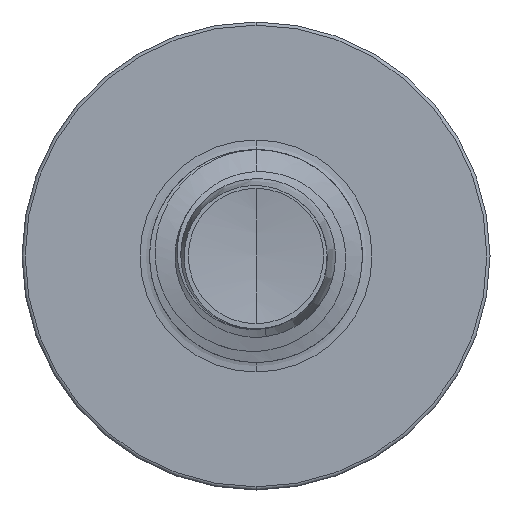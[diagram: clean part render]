
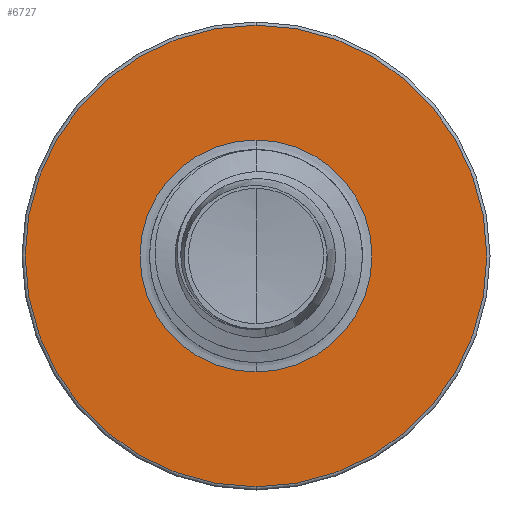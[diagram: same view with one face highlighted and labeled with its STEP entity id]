
A CAD part, front view. The second image highlights one B-rep face of the part: STEP entity #6727.
In plain terms, the highlighted planar face has unit normal (0, -1, 0).
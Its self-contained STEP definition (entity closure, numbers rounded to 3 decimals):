
#393 = EDGE_CURVE ( 'NONE', #5706, #5484, #5017, .T. ) ;
#419 = CARTESIAN_POINT ( 'NONE',  ( 0., 4.5, 0. ) ) ;
#451 = AXIS2_PLACEMENT_3D ( 'NONE', #10423, #10360, #10357 ) ;
#799 = DIRECTION ( 'NONE',  ( 0., 0., 1. ) ) ;
#818 = DIRECTION ( 'NONE',  ( 0., 1., 0. ) ) ;
#833 = CARTESIAN_POINT ( 'NONE',  ( 0., 4.5, 0. ) ) ;
#1787 = EDGE_LOOP ( 'NONE', ( #14243, #12876 ) ) ;
#1941 = DIRECTION ( 'NONE',  ( 0., 0., 1. ) ) ;
#2238 = EDGE_CURVE ( 'NONE', #10737, #12094, #10052, .T. ) ;
#2841 = CIRCLE ( 'NONE', #12314, 1.363 ) ;
#3080 = FACE_BOUND ( 'NONE', #12844, .T. ) ;
#3264 = CARTESIAN_POINT ( 'NONE',  ( 0., 4.5, 0. ) ) ;
#3393 = AXIS2_PLACEMENT_3D ( 'NONE', #419, #10499, #1941 ) ;
#5017 = CIRCLE ( 'NONE', #6620, 1.363 ) ;
#5484 = VERTEX_POINT ( 'NONE', #8566 ) ;
#5706 = VERTEX_POINT ( 'NONE', #8387 ) ;
#6620 = AXIS2_PLACEMENT_3D ( 'NONE', #3264, #9172, #10225 ) ;
#6727 = ADVANCED_FACE ( 'NONE', ( #13721, #3080 ), #10496, .F. ) ;
#7678 = DIRECTION ( 'NONE',  ( 0., 0., 1. ) ) ;
#7705 = DIRECTION ( 'NONE',  ( 0., 1., 0. ) ) ;
#7709 = CARTESIAN_POINT ( 'NONE',  ( 0., 4.5, 0. ) ) ;
#7940 = CARTESIAN_POINT ( 'NONE',  ( 0., 4.5, -2.712 ) ) ;
#8024 = EDGE_CURVE ( 'NONE', #5484, #5706, #2841, .T. ) ;
#8387 = CARTESIAN_POINT ( 'NONE',  ( 0., 4.5, -1.363 ) ) ;
#8566 = CARTESIAN_POINT ( 'NONE',  ( 0., 4.5, 1.363 ) ) ;
#9172 = DIRECTION ( 'NONE',  ( 0., 1., 0. ) ) ;
#10052 = CIRCLE ( 'NONE', #15059, 2.713 ) ;
#10225 = DIRECTION ( 'NONE',  ( 0., 0., 1. ) ) ;
#10357 = DIRECTION ( 'NONE',  ( 0., 0., 1. ) ) ;
#10360 = DIRECTION ( 'NONE',  ( 0., 1., 0. ) ) ;
#10423 = CARTESIAN_POINT ( 'NONE',  ( 0., 4.5, -1.363 ) ) ;
#10496 = PLANE ( 'NONE',  #451 ) ;
#10499 = DIRECTION ( 'NONE',  ( 0., 1., 0. ) ) ;
#10737 = VERTEX_POINT ( 'NONE', #10858 ) ;
#10858 = CARTESIAN_POINT ( 'NONE',  ( 0., 4.5, 2.713 ) ) ;
#10878 = ORIENTED_EDGE ( 'NONE', *, *, #393, .T. ) ;
#12094 = VERTEX_POINT ( 'NONE', #7940 ) ;
#12314 = AXIS2_PLACEMENT_3D ( 'NONE', #833, #818, #799 ) ;
#12840 = EDGE_CURVE ( 'NONE', #12094, #10737, #15323, .T. ) ;
#12844 = EDGE_LOOP ( 'NONE', ( #14960, #10878 ) ) ;
#12876 = ORIENTED_EDGE ( 'NONE', *, *, #12840, .F. ) ;
#13721 = FACE_OUTER_BOUND ( 'NONE', #1787, .T. ) ;
#14243 = ORIENTED_EDGE ( 'NONE', *, *, #2238, .F. ) ;
#14960 = ORIENTED_EDGE ( 'NONE', *, *, #8024, .T. ) ;
#15059 = AXIS2_PLACEMENT_3D ( 'NONE', #7709, #7705, #7678 ) ;
#15323 = CIRCLE ( 'NONE', #3393, 2.713 ) ;
